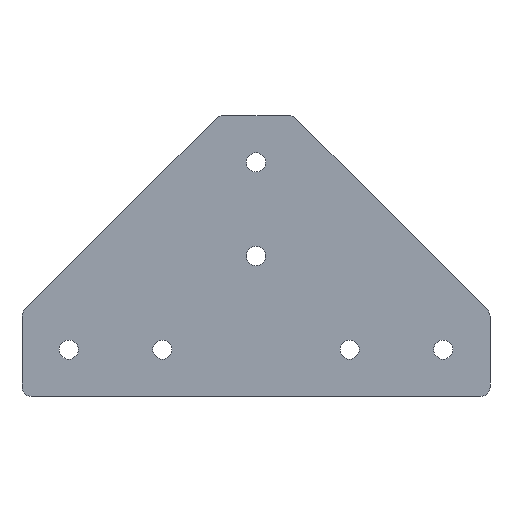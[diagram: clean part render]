
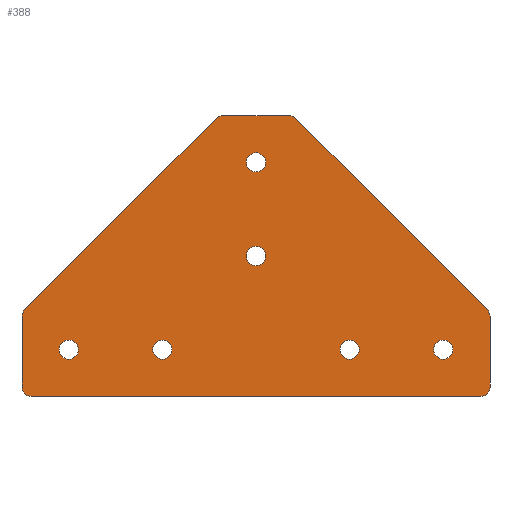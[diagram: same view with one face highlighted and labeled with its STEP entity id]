
A CAD part, top view. The second image highlights one B-rep face of the part: STEP entity #388.
In plain terms, the highlighted planar face has unit normal (0, 0, 1).
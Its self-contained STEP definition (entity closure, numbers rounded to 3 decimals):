
#40=PLANE('',#432);
#44=VECTOR('',#443,1.);
#48=VECTOR('',#454,1.);
#52=VECTOR('',#465,1.);
#56=VECTOR('',#476,1.);
#60=VECTOR('',#487,1.);
#64=VECTOR('',#498,1.);
#68=LINE('',#548,#44);
#72=LINE('',#560,#48);
#76=LINE('',#572,#52);
#80=LINE('',#584,#56);
#84=LINE('',#596,#60);
#88=LINE('',#608,#64);
#90=VERTEX_POINT('',#540);
#91=VERTEX_POINT('',#541);
#94=VERTEX_POINT('',#549);
#96=VERTEX_POINT('',#555);
#98=VERTEX_POINT('',#561);
#100=VERTEX_POINT('',#567);
#102=VERTEX_POINT('',#573);
#104=VERTEX_POINT('',#579);
#106=VERTEX_POINT('',#585);
#108=VERTEX_POINT('',#591);
#110=VERTEX_POINT('',#597);
#112=VERTEX_POINT('',#603);
#114=VERTEX_POINT('',#612);
#116=VERTEX_POINT('',#617);
#118=VERTEX_POINT('',#622);
#120=VERTEX_POINT('',#627);
#122=VERTEX_POINT('',#632);
#124=VERTEX_POINT('',#637);
#126=CIRCLE('',#391,4.);
#128=CIRCLE('',#395,4.);
#130=CIRCLE('',#399,4.);
#132=CIRCLE('',#403,4.);
#134=CIRCLE('',#407,4.);
#136=CIRCLE('',#411,4.);
#138=CIRCLE('',#415,4.1);
#140=CIRCLE('',#418,4.1);
#142=CIRCLE('',#421,4.1);
#144=CIRCLE('',#424,4.1);
#146=CIRCLE('',#427,4.1);
#148=CIRCLE('',#430,4.1);
#150=EDGE_CURVE('',#90,#91,#126,.T.);
#154=EDGE_CURVE('',#91,#94,#68,.T.);
#157=EDGE_CURVE('',#94,#96,#128,.T.);
#160=EDGE_CURVE('',#96,#98,#72,.T.);
#163=EDGE_CURVE('',#98,#100,#130,.T.);
#166=EDGE_CURVE('',#100,#102,#76,.T.);
#169=EDGE_CURVE('',#102,#104,#132,.T.);
#172=EDGE_CURVE('',#104,#106,#80,.T.);
#175=EDGE_CURVE('',#106,#108,#134,.T.);
#178=EDGE_CURVE('',#108,#110,#84,.T.);
#181=EDGE_CURVE('',#110,#112,#136,.T.);
#184=EDGE_CURVE('',#112,#90,#88,.T.);
#186=EDGE_CURVE('',#114,#114,#138,.T.);
#188=EDGE_CURVE('',#116,#116,#140,.T.);
#190=EDGE_CURVE('',#118,#118,#142,.T.);
#192=EDGE_CURVE('',#120,#120,#144,.T.);
#194=EDGE_CURVE('',#122,#122,#146,.T.);
#196=EDGE_CURVE('',#124,#124,#148,.T.);
#258=ORIENTED_EDGE('',*,*,#196,.F.);
#259=ORIENTED_EDGE('',*,*,#194,.F.);
#260=ORIENTED_EDGE('',*,*,#192,.F.);
#261=ORIENTED_EDGE('',*,*,#190,.F.);
#262=ORIENTED_EDGE('',*,*,#188,.F.);
#263=ORIENTED_EDGE('',*,*,#186,.F.);
#264=ORIENTED_EDGE('',*,*,#150,.F.);
#265=ORIENTED_EDGE('',*,*,#184,.F.);
#266=ORIENTED_EDGE('',*,*,#181,.F.);
#267=ORIENTED_EDGE('',*,*,#178,.F.);
#268=ORIENTED_EDGE('',*,*,#175,.F.);
#269=ORIENTED_EDGE('',*,*,#172,.F.);
#270=ORIENTED_EDGE('',*,*,#169,.F.);
#271=ORIENTED_EDGE('',*,*,#166,.F.);
#272=ORIENTED_EDGE('',*,*,#163,.F.);
#273=ORIENTED_EDGE('',*,*,#160,.F.);
#274=ORIENTED_EDGE('',*,*,#157,.F.);
#275=ORIENTED_EDGE('',*,*,#154,.F.);
#318=EDGE_LOOP('',(#258));
#319=EDGE_LOOP('',(#259));
#320=EDGE_LOOP('',(#260));
#321=EDGE_LOOP('',(#261));
#322=EDGE_LOOP('',(#262));
#323=EDGE_LOOP('',(#263));
#324=EDGE_LOOP('',(#264,#265,#266,#267,#268,#269,#270,#271,#272,#273,#274,
#275));
#356=FACE_BOUND('',#318,.T.);
#357=FACE_BOUND('',#319,.T.);
#358=FACE_BOUND('',#320,.T.);
#359=FACE_BOUND('',#321,.T.);
#360=FACE_BOUND('',#322,.T.);
#361=FACE_BOUND('',#323,.T.);
#362=FACE_BOUND('',#324,.T.);
#388=ADVANCED_FACE('',(#356,#357,#358,#359,#360,#361,#362),#40,.T.);
#391=AXIS2_PLACEMENT_3D('',#539,#436,#437);
#395=AXIS2_PLACEMENT_3D('',#554,#448,#449);
#399=AXIS2_PLACEMENT_3D('',#566,#459,#460);
#403=AXIS2_PLACEMENT_3D('',#578,#470,#471);
#407=AXIS2_PLACEMENT_3D('',#590,#481,#482);
#411=AXIS2_PLACEMENT_3D('',#602,#492,#493);
#415=AXIS2_PLACEMENT_3D('',#611,#502,#503);
#418=AXIS2_PLACEMENT_3D('',#616,#508,#509);
#421=AXIS2_PLACEMENT_3D('',#621,#514,#515);
#424=AXIS2_PLACEMENT_3D('',#626,#520,#521);
#427=AXIS2_PLACEMENT_3D('',#631,#526,#527);
#430=AXIS2_PLACEMENT_3D('',#636,#532,#533);
#432=AXIS2_PLACEMENT_3D('',#640,#536,$);
#436=DIRECTION('',(0.,0.,-1.));
#437=DIRECTION('',(4.,0.,0.));
#443=DIRECTION('',(0.,-1.,0.));
#448=DIRECTION('',(0.,0.,-1.));
#449=DIRECTION('',(4.,0.,0.));
#454=DIRECTION('',(-1.,0.,0.));
#459=DIRECTION('',(0.,0.,-1.));
#460=DIRECTION('',(4.,0.,0.));
#465=DIRECTION('',(0.,1.,0.));
#470=DIRECTION('',(0.,0.,-1.));
#471=DIRECTION('',(4.,0.,0.));
#476=DIRECTION('',(0.707,0.707,0.));
#481=DIRECTION('',(0.,0.,-1.));
#482=DIRECTION('',(4.,0.,0.));
#487=DIRECTION('',(1.,0.,0.));
#492=DIRECTION('',(0.,0.,-1.));
#493=DIRECTION('',(4.,0.,0.));
#498=DIRECTION('',(0.707,-0.707,0.));
#502=DIRECTION('',(0.,0.,1.));
#503=DIRECTION('',(4.1,0.,0.));
#508=DIRECTION('',(0.,0.,1.));
#509=DIRECTION('',(4.1,0.,0.));
#514=DIRECTION('',(0.,0.,1.));
#515=DIRECTION('',(4.1,0.,0.));
#520=DIRECTION('',(0.,0.,1.));
#521=DIRECTION('',(4.1,0.,0.));
#526=DIRECTION('',(0.,0.,1.));
#527=DIRECTION('',(4.1,0.,0.));
#532=DIRECTION('',(0.,0.,1.));
#533=DIRECTION('',(4.1,0.,0.));
#536=DIRECTION('',(0.,0.,1.));
#539=CARTESIAN_POINT('',(96.,-65.761,1.5));
#540=CARTESIAN_POINT('',(98.828,-62.932,1.5));
#541=CARTESIAN_POINT('',(100.,-65.761,1.5));
#548=CARTESIAN_POINT('',(100.,-96.,1.5));
#549=CARTESIAN_POINT('',(100.,-96.,1.5));
#554=CARTESIAN_POINT('',(96.,-96.,1.5));
#555=CARTESIAN_POINT('',(96.,-100.,1.5));
#560=CARTESIAN_POINT('',(0.,-100.,1.5));
#561=CARTESIAN_POINT('',(-96.,-100.,1.5));
#566=CARTESIAN_POINT('',(-96.,-96.,1.5));
#567=CARTESIAN_POINT('',(-100.,-96.,1.5));
#572=CARTESIAN_POINT('',(-100.,-65.761,1.5));
#573=CARTESIAN_POINT('',(-100.,-65.761,1.5));
#578=CARTESIAN_POINT('',(-96.,-65.761,1.5));
#579=CARTESIAN_POINT('',(-98.828,-62.932,1.5));
#584=CARTESIAN_POINT('',(-17.068,18.828,1.5));
#585=CARTESIAN_POINT('',(-17.068,18.828,1.5));
#590=CARTESIAN_POINT('',(-14.239,16.,1.5));
#591=CARTESIAN_POINT('',(-14.239,20.,1.5));
#596=CARTESIAN_POINT('',(0.,20.,1.5));
#597=CARTESIAN_POINT('',(14.239,20.,1.5));
#602=CARTESIAN_POINT('',(14.239,16.,1.5));
#603=CARTESIAN_POINT('',(17.068,18.828,1.5));
#608=CARTESIAN_POINT('',(98.828,-62.932,1.5));
#611=CARTESIAN_POINT('',(-80.,-80.,1.5));
#612=CARTESIAN_POINT('',(-75.9,-80.,1.5));
#616=CARTESIAN_POINT('',(40.,-80.,1.5));
#617=CARTESIAN_POINT('',(44.1,-80.,1.5));
#621=CARTESIAN_POINT('',(0.,-40.,1.5));
#622=CARTESIAN_POINT('',(4.1,-40.,1.5));
#626=CARTESIAN_POINT('',(80.,-80.,1.5));
#627=CARTESIAN_POINT('',(84.1,-80.,1.5));
#631=CARTESIAN_POINT('',(0.,0.,1.5));
#632=CARTESIAN_POINT('',(4.1,0.,1.5));
#636=CARTESIAN_POINT('',(-40.,-80.,1.5));
#637=CARTESIAN_POINT('',(-35.9,-80.,1.5));
#640=CARTESIAN_POINT('',(0.,-56.091,1.5));
